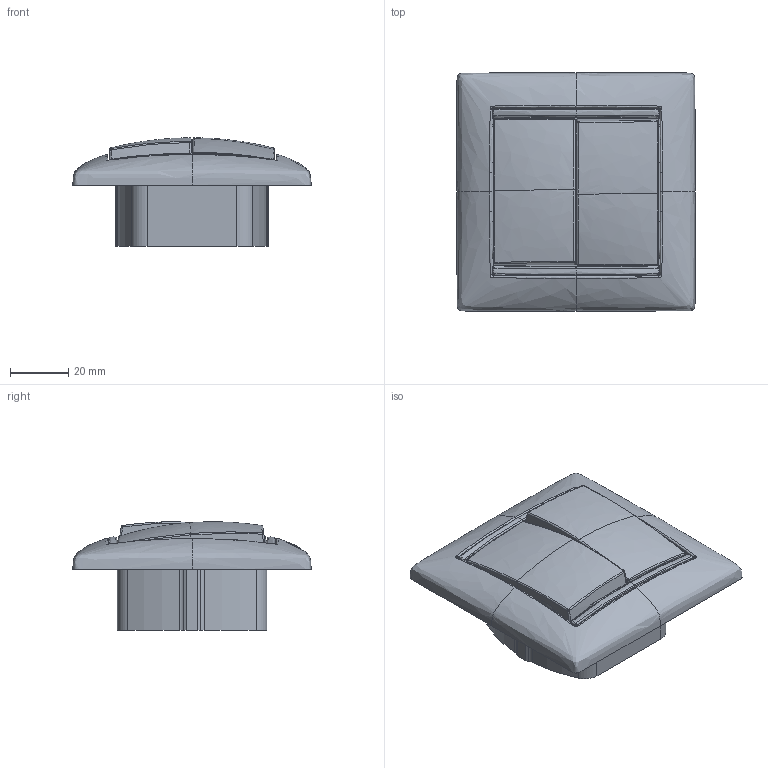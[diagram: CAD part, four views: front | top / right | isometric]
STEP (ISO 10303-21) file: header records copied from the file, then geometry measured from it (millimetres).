
FILE_DESCRIPTION (( 'STEP AP214' ), '1' );
FILE_NAME ('774405.STEP', '2025-09-02T10:30:28', ( '' ), ( '' ), 'SwSTEP 2.0', 'SolidWorks 2022', '' );
FILE_SCHEMA (( 'AUTOMOTIVE_DESIGN' ));
Length unit declared in the file: millimetre
Products named in the file (1): 774405
Bounding box: 82 x 82 x 37.29 mm (x, y, z)
Surface area: 31780.3 mm2 (no closed solid volume)
Topology: 0 solids, 8 shells, 1090 faces, 2949 edges, 1837 vertices
Faces by surface type: bspline 516, plane 315, cylinder 200, cone 36, sphere 21, torus 2
Entity records: 85028 total; most frequent: CARTESIAN_POINT 65503, ORIENTED_EDGE 5790, EDGE_CURVE 2903, B_SPLINE_CURVE_WITH_KNOTS 2903, VERTEX_POINT 1817, DIRECTION 1140, EDGE_LOOP 1088, ADVANCED_FACE 1085
